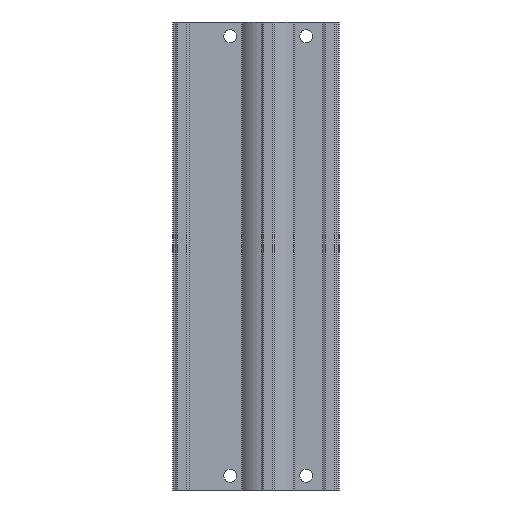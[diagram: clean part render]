
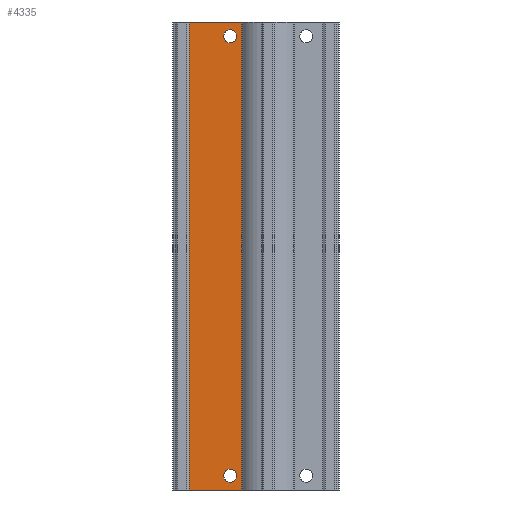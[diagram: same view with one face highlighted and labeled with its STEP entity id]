
A CAD part, front view. The second image highlights one B-rep face of the part: STEP entity #4335.
In plain terms, the highlighted planar face has unit normal (0, -1, 0).
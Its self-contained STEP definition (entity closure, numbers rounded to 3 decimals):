
#193=PLANE('',#4683);
#325=CIRCLE('',#4684,2.75);
#326=CIRCLE('',#4685,2.75);
#662=ORIENTED_EDGE('',*,*,#1802,.F.);
#663=ORIENTED_EDGE('',*,*,#1803,.F.);
#664=ORIENTED_EDGE('',*,*,#1804,.F.);
#665=ORIENTED_EDGE('',*,*,#1801,.F.);
#666=ORIENTED_EDGE('',*,*,#1805,.T.);
#667=ORIENTED_EDGE('',*,*,#1806,.T.);
#1801=EDGE_CURVE('',#2366,#2365,#2782,.T.);
#1802=EDGE_CURVE('',#2367,#2367,#325,.T.);
#1803=EDGE_CURVE('',#2368,#2368,#326,.T.);
#1804=EDGE_CURVE('',#2365,#2369,#2783,.T.);
#1805=EDGE_CURVE('',#2366,#2370,#2784,.T.);
#1806=EDGE_CURVE('',#2370,#2369,#2785,.T.);
#2365=VERTEX_POINT('',#6966);
#2366=VERTEX_POINT('',#6968);
#2367=VERTEX_POINT('',#6972);
#2368=VERTEX_POINT('',#6974);
#2369=VERTEX_POINT('',#6976);
#2370=VERTEX_POINT('',#6978);
#2782=LINE('',#6969,#3068);
#2783=LINE('',#6975,#3069);
#2784=LINE('',#6977,#3070);
#2785=LINE('',#6979,#3071);
#3068=VECTOR('',#5307,1000.);
#3069=VECTOR('',#5314,1000.);
#3070=VECTOR('',#5315,1000.);
#3071=VECTOR('',#5316,1000.);
#3356=EDGE_LOOP('',(#662));
#3357=EDGE_LOOP('',(#663));
#3358=EDGE_LOOP('',(#664,#665,#666,#667));
#3796=FACE_BOUND('',#3356,.T.);
#3797=FACE_BOUND('',#3357,.T.);
#3798=FACE_BOUND('',#3358,.T.);
#4335=ADVANCED_FACE('',(#3796,#3797,#3798),#193,.T.);
#4683=AXIS2_PLACEMENT_3D('',#6970,#5308,#5309);
#4684=AXIS2_PLACEMENT_3D('',#6971,#5310,#5311);
#4685=AXIS2_PLACEMENT_3D('',#6973,#5312,#5313);
#5307=DIRECTION('',(0.,0.,1.));
#5308=DIRECTION('',(0.,-1.,0.));
#5309=DIRECTION('',(0.,0.,-1.));
#5310=DIRECTION('',(0.,-1.,0.));
#5311=DIRECTION('',(0.,0.,-1.));
#5312=DIRECTION('',(0.,-1.,0.));
#5313=DIRECTION('',(0.,0.,-1.));
#5314=DIRECTION('',(1.,0.,0.));
#5315=DIRECTION('',(1.,0.,0.));
#5316=DIRECTION('',(0.,0.,1.));
#6966=CARTESIAN_POINT('',(-33.25,6.,0.));
#6968=CARTESIAN_POINT('',(-33.25,6.,-197.));
#6969=CARTESIAN_POINT('',(-33.25,6.,-197.));
#6970=CARTESIAN_POINT('',(-33.25,6.,-197.));
#6971=CARTESIAN_POINT('',(-16.,6.,-191.));
#6972=CARTESIAN_POINT('',(-16.,6.,-193.75));
#6973=CARTESIAN_POINT('',(-16.,6.,-6.));
#6974=CARTESIAN_POINT('',(-16.,6.,-8.75));
#6975=CARTESIAN_POINT('',(-33.25,6.,0.));
#6976=CARTESIAN_POINT('',(-11.124,6.,0.));
#6977=CARTESIAN_POINT('',(-33.25,6.,-197.));
#6978=CARTESIAN_POINT('',(-11.124,6.,-197.));
#6979=CARTESIAN_POINT('',(-11.124,6.,-197.));
